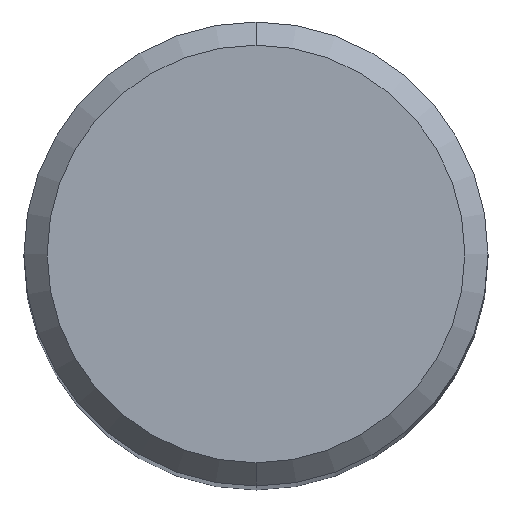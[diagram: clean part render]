
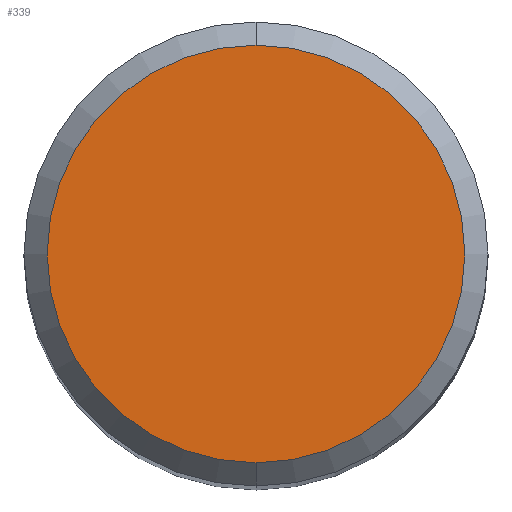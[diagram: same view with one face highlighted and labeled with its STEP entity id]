
A CAD part, top view. The second image highlights one B-rep face of the part: STEP entity #339.
In plain terms, the highlighted planar face has unit normal (0, 0, 1).
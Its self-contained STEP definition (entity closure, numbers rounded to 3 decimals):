
#233=EDGE_CURVE('',#319,#355,#545,.T.);
#319=VERTEX_POINT('',#639);
#339=ADVANCED_FACE('',(#661),#662,.T.);
#355=VERTEX_POINT('',#680);
#463=EDGE_CURVE('',#355,#319,#800,.T.);
#545=CIRCLE('',#946,3.6);
#639=CARTESIAN_POINT('',(0.,-3.6,0.0));
#661=FACE_OUTER_BOUND('',#1162,.T.);
#662=PLANE('',#1163);
#680=CARTESIAN_POINT('',(0.0,3.6,0.0));
#800=CIRCLE('',#1455,3.6);
#946=AXIS2_PLACEMENT_3D('',#1516,#1517,#1518);
#1162=EDGE_LOOP('',(#1638,#1639));
#1163=AXIS2_PLACEMENT_3D('',#1640,#1641,#1642);
#1455=AXIS2_PLACEMENT_3D('',#1814,#1815,#1816);
#1516=CARTESIAN_POINT('',(0.0,0.0,0.0));
#1517=DIRECTION('',(0.0,0.0,-1.0));
#1518=DIRECTION('',(0.0,1.0,0.0));
#1638=ORIENTED_EDGE('',*,*,#463,.F.);
#1639=ORIENTED_EDGE('',*,*,#233,.F.);
#1640=CARTESIAN_POINT('',(0.0,1.8,0.0));
#1641=DIRECTION('',(-0.0,0.0,1.0));
#1642=DIRECTION('',(0.0,-1.0,0.0));
#1814=CARTESIAN_POINT('',(0.0,0.0,0.0));
#1815=DIRECTION('',(0.0,0.0,-1.0));
#1816=DIRECTION('',(0.0,1.0,0.0));
